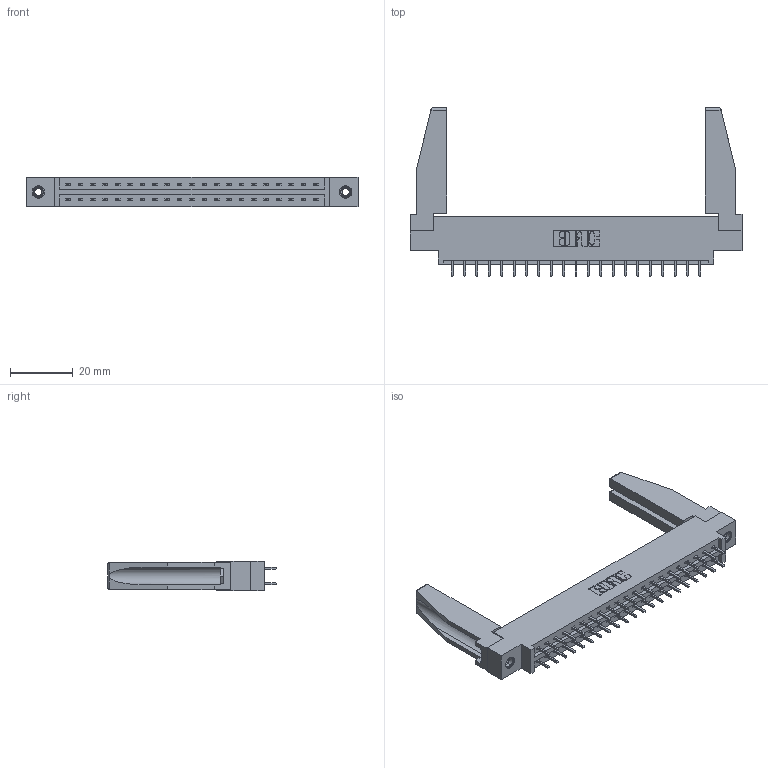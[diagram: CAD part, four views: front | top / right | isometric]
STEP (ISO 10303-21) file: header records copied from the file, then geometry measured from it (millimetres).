
FILE_DESCRIPTION (( 'STEP AP203' ), '1' );
FILE_NAME ('387-042-521-878.STEP', '2019-10-18T03:45:58', ( '' ), ( '' ), 'SwSTEP 2.0', 'SolidWorks 2016', '' );
FILE_SCHEMA (( 'CONFIG_CONTROL_DESIGN' ));
Length unit declared in the file: inch
Products named in the file (5): 387-042-521-878; 345-292-001_345-293-121; 307-220-078; 337 Part_0.170 Offset - 0.156 Dia-TI; 345-250-001_345-250-001-102
Assembly tree (47 placements, depth 2):
  387-042-521-878
    337 Part_0.170 Offset - 0.156 Dia-TI
    345-292-001_345-293-121  x42
    345-250-001_345-250-001-102  x2
    307-220-078  x2
Bounding box: 106.22 x 53.85 x 9.4 mm (x, y, z)
Volume: 14773.8 mm3; surface area: 15797.1 mm2
Topology: 47 solids, 47 shells, 2516 faces, 7415 edges, 4878 vertices
Faces by surface type: plane 1754, cylinder 746, cone 12, torus 4
Entity records: 21588 total; most frequent: CARTESIAN_POINT 3656, ORIENTED_EDGE 3548, DIRECTION 3154, EDGE_CURVE 1774, VECTOR 1608, LINE 1608, VERTEX_POINT 1176, AXIS2_PLACEMENT_3D 773
